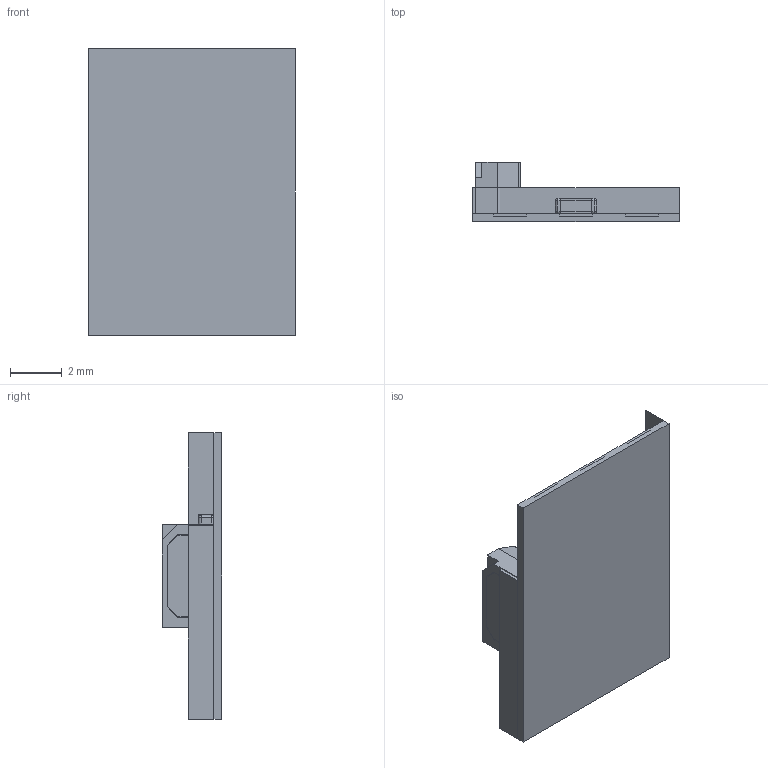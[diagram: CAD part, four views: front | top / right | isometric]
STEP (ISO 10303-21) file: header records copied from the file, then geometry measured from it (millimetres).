
FILE_DESCRIPTION((''),'2;1');
FILE_NAME('LS-5V-90-W8-4020_ASM','2020-08-16T',('Administrator'),(''),'PRO/ENGINEER BY PARAMETRIC TECHNOLOGY CORPORATION, 2011310','PRO/ENGINEER BY PARAMETRIC TECHNOLOGY CORPORATION, 2011310','');
FILE_SCHEMA(('AUTOMOTIVE_DESIGN_CC2 { 1 2 10303 214 -1 1 5 2 }'));
Length unit declared in the file: millimetre
Products named in the file (13): LS-5V-90-W8-4020_PLATE; LS-5V-90-W8-4020_PADS; C0603; 4020-1; 4020-0; 4020-2; 4020-3; 4020-4; 4020-5; 4020-6; 4020-7; WS2812-4020_ASM; LS-5V-90-W8-4020_ASM
Assembly tree (15 placements, depth 3):
  LS-5V-90-W8-4020_ASM
    LS-5V-90-W8-4020_PLATE
    LS-5V-90-W8-4020_PADS
    C0603
    WS2812-4020_ASM
      4020-1
      4020-0
      4020-2
      4020-3
      4020-4
      4020-5
      4020-6  x4
      4020-7
Bounding box: 8 x 2.3 x 11.11 mm (x, y, z)
Volume: 40.2 mm3; surface area: 434.7 mm2
Topology: 27 solids, 33 shells, 465 faces, 1160 edges, 759 vertices
Faces by surface type: plane 284, cylinder 141, sphere 32, torus 8
Entity records: 15763 total; most frequent: DIRECTION 2119, CARTESIAN_POINT 2107, ORIENTED_EDGE 1889, PRESENTATION_STYLE_ASSIGNMENT 1082, STYLED_ITEM 1031, CURVE_STYLE 1001, EDGE_CURVE 1001, VECTOR 757
